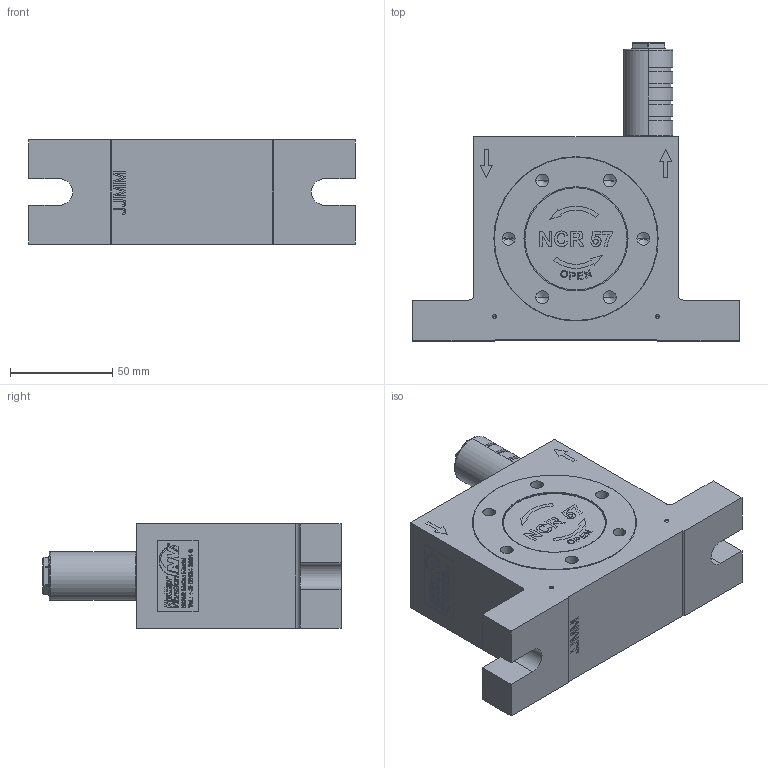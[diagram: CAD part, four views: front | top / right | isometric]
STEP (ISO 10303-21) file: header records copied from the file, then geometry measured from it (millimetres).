
FILE_DESCRIPTION (( 'STEP AP214' ), '1' );
FILE_NAME ('NCR 57 Rollenvibrator #01757000.STEP', '2022-02-22T08:22:46', ( '' ), ( '' ), 'SwSTEP 2.0', 'SolidWorks 2015', '' );
FILE_SCHEMA (( 'AUTOMOTIVE_DESIGN' ));
Length unit declared in the file: millimetre
Products named in the file (1): NCR 57 Rollenvibrator #01757000
Bounding box: 160 x 146 x 51.5 mm (x, y, z)
Volume: 572626 mm3; surface area: 86763.8 mm2
Topology: 5 solids, 8 shells, 415 faces, 1729 edges, 1431 vertices
Faces by surface type: plane 237, cylinder 97, cone 48, torus 13, bspline 12, sphere 8
Entity records: 24948 total; most frequent: CARTESIAN_POINT 10176, ORIENTED_EDGE 3378, DIRECTION 2216, EDGE_CURVE 1689, VERTEX_POINT 1431, LINE 952, VECTOR 952, AXIS2_PLACEMENT_3D 632
